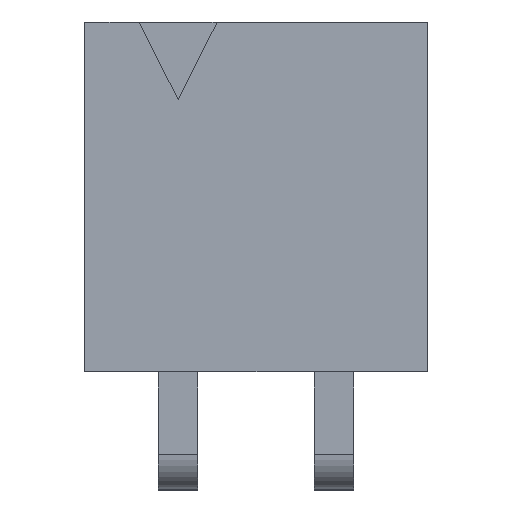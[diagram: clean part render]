
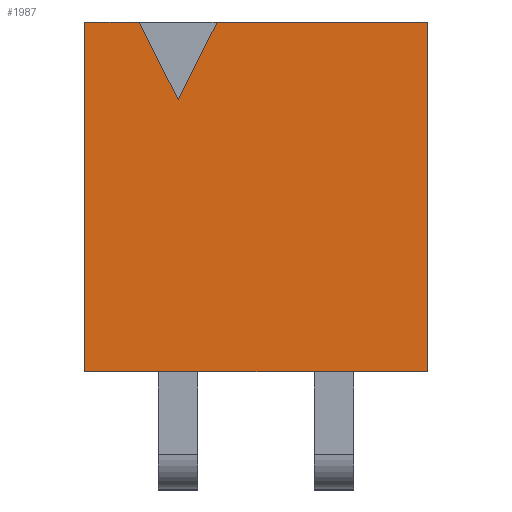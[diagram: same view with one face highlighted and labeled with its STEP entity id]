
A CAD part, top view. The second image highlights one B-rep face of the part: STEP entity #1987.
In plain terms, the highlighted planar face has unit normal (0, 0, 1).
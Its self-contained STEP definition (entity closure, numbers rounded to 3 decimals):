
#1798 = VERTEX_POINT('',#1799);
#1799 = CARTESIAN_POINT('',(-1.52,1.6,2.65));
#1806 = PLANE('',#1807);
#1807 = AXIS2_PLACEMENT_3D('',#1808,#1809,#1810);
#1808 = CARTESIAN_POINT('',(-1.52,1.6,0.));
#1809 = DIRECTION('',(1.,0.,0.));
#1810 = DIRECTION('',(0.,0.,1.));
#1818 = PLANE('',#1819);
#1819 = AXIS2_PLACEMENT_3D('',#1820,#1821,#1822);
#1820 = CARTESIAN_POINT('',(-1.52,1.6,0.));
#1821 = DIRECTION('',(0.,1.,0.));
#1822 = DIRECTION('',(0.,0.,1.));
#1859 = VERTEX_POINT('',#1860);
#1860 = CARTESIAN_POINT('',(-1.52,7.3,2.65));
#1874 = PLANE('',#1875);
#1875 = AXIS2_PLACEMENT_3D('',#1876,#1877,#1878);
#1876 = CARTESIAN_POINT('',(-1.52,7.3,0.));
#1877 = DIRECTION('',(0.,1.,0.));
#1878 = DIRECTION('',(0.,0.,1.));
#1886 = EDGE_CURVE('',#1798,#1859,#1887,.T.);
#1887 = SURFACE_CURVE('',#1888,(#1892,#1899),.PCURVE_S1.);
#1888 = LINE('',#1889,#1890);
#1889 = CARTESIAN_POINT('',(-1.52,1.6,2.65));
#1890 = VECTOR('',#1891,1.);
#1891 = DIRECTION('',(0.,1.,0.));
#1892 = PCURVE('',#1806,#1893);
#1893 = DEFINITIONAL_REPRESENTATION('',(#1894),#1898);
#1894 = LINE('',#1895,#1896);
#1895 = CARTESIAN_POINT('',(2.65,0.));
#1896 = VECTOR('',#1897,1.);
#1897 = DIRECTION('',(0.,-1.));
#1898 = ( GEOMETRIC_REPRESENTATION_CONTEXT(2) 
PARAMETRIC_REPRESENTATION_CONTEXT() REPRESENTATION_CONTEXT('2D SPACE',''
  ) );
#1899 = PCURVE('',#1900,#1905);
#1900 = PLANE('',#1901);
#1901 = AXIS2_PLACEMENT_3D('',#1902,#1903,#1904);
#1902 = CARTESIAN_POINT('',(-1.52,1.6,2.65));
#1903 = DIRECTION('',(0.,0.,1.));
#1904 = DIRECTION('',(1.,0.,0.));
#1905 = DEFINITIONAL_REPRESENTATION('',(#1906),#1910);
#1906 = LINE('',#1907,#1908);
#1907 = CARTESIAN_POINT('',(0.,0.));
#1908 = VECTOR('',#1909,1.);
#1909 = DIRECTION('',(0.,1.));
#1910 = ( GEOMETRIC_REPRESENTATION_CONTEXT(2) 
PARAMETRIC_REPRESENTATION_CONTEXT() REPRESENTATION_CONTEXT('2D SPACE',''
  ) );
#1939 = EDGE_CURVE('',#1798,#1940,#1942,.T.);
#1940 = VERTEX_POINT('',#1941);
#1941 = CARTESIAN_POINT('',(4.06,1.6,2.65));
#1942 = SURFACE_CURVE('',#1943,(#1947,#1954),.PCURVE_S1.);
#1943 = LINE('',#1944,#1945);
#1944 = CARTESIAN_POINT('',(-1.52,1.6,2.65));
#1945 = VECTOR('',#1946,1.);
#1946 = DIRECTION('',(1.,0.,0.));
#1947 = PCURVE('',#1818,#1948);
#1948 = DEFINITIONAL_REPRESENTATION('',(#1949),#1953);
#1949 = LINE('',#1950,#1951);
#1950 = CARTESIAN_POINT('',(2.65,0.));
#1951 = VECTOR('',#1952,1.);
#1952 = DIRECTION('',(0.,1.));
#1953 = ( GEOMETRIC_REPRESENTATION_CONTEXT(2) 
PARAMETRIC_REPRESENTATION_CONTEXT() REPRESENTATION_CONTEXT('2D SPACE',''
  ) );
#1954 = PCURVE('',#1900,#1955);
#1955 = DEFINITIONAL_REPRESENTATION('',(#1956),#1960);
#1956 = LINE('',#1957,#1958);
#1957 = CARTESIAN_POINT('',(0.,0.));
#1958 = VECTOR('',#1959,1.);
#1959 = DIRECTION('',(1.,0.));
#1960 = ( GEOMETRIC_REPRESENTATION_CONTEXT(2) 
PARAMETRIC_REPRESENTATION_CONTEXT() REPRESENTATION_CONTEXT('2D SPACE',''
  ) );
#1976 = PLANE('',#1977);
#1977 = AXIS2_PLACEMENT_3D('',#1978,#1979,#1980);
#1978 = CARTESIAN_POINT('',(4.06,1.6,0.));
#1979 = DIRECTION('',(1.,0.,0.));
#1980 = DIRECTION('',(0.,0.,1.));
#1987 = ADVANCED_FACE('',(#1988),#1900,.T.);
#1988 = FACE_BOUND('',#1989,.T.);
#1989 = EDGE_LOOP('',(#1990,#2013,#2014,#2015,#2038,#2061,#2089));
#1990 = ORIENTED_EDGE('',*,*,#1991,.F.);
#1991 = EDGE_CURVE('',#1859,#1992,#1994,.T.);
#1992 = VERTEX_POINT('',#1993);
#1993 = CARTESIAN_POINT('',(-0.635,7.3,2.65));
#1994 = SURFACE_CURVE('',#1995,(#1999,#2006),.PCURVE_S1.);
#1995 = LINE('',#1996,#1997);
#1996 = CARTESIAN_POINT('',(-1.52,7.3,2.65));
#1997 = VECTOR('',#1998,1.);
#1998 = DIRECTION('',(1.,0.,0.));
#1999 = PCURVE('',#1900,#2000);
#2000 = DEFINITIONAL_REPRESENTATION('',(#2001),#2005);
#2001 = LINE('',#2002,#2003);
#2002 = CARTESIAN_POINT('',(0.,5.7));
#2003 = VECTOR('',#2004,1.);
#2004 = DIRECTION('',(1.,0.));
#2005 = ( GEOMETRIC_REPRESENTATION_CONTEXT(2) 
PARAMETRIC_REPRESENTATION_CONTEXT() REPRESENTATION_CONTEXT('2D SPACE',''
  ) );
#2006 = PCURVE('',#1874,#2007);
#2007 = DEFINITIONAL_REPRESENTATION('',(#2008),#2012);
#2008 = LINE('',#2009,#2010);
#2009 = CARTESIAN_POINT('',(2.65,0.));
#2010 = VECTOR('',#2011,1.);
#2011 = DIRECTION('',(0.,1.));
#2012 = ( GEOMETRIC_REPRESENTATION_CONTEXT(2) 
PARAMETRIC_REPRESENTATION_CONTEXT() REPRESENTATION_CONTEXT('2D SPACE',''
  ) );
#2013 = ORIENTED_EDGE('',*,*,#1886,.F.);
#2014 = ORIENTED_EDGE('',*,*,#1939,.T.);
#2015 = ORIENTED_EDGE('',*,*,#2016,.T.);
#2016 = EDGE_CURVE('',#1940,#2017,#2019,.T.);
#2017 = VERTEX_POINT('',#2018);
#2018 = CARTESIAN_POINT('',(4.06,7.3,2.65));
#2019 = SURFACE_CURVE('',#2020,(#2024,#2031),.PCURVE_S1.);
#2020 = LINE('',#2021,#2022);
#2021 = CARTESIAN_POINT('',(4.06,1.6,2.65));
#2022 = VECTOR('',#2023,1.);
#2023 = DIRECTION('',(0.,1.,0.));
#2024 = PCURVE('',#1900,#2025);
#2025 = DEFINITIONAL_REPRESENTATION('',(#2026),#2030);
#2026 = LINE('',#2027,#2028);
#2027 = CARTESIAN_POINT('',(5.58,0.));
#2028 = VECTOR('',#2029,1.);
#2029 = DIRECTION('',(0.,1.));
#2030 = ( GEOMETRIC_REPRESENTATION_CONTEXT(2) 
PARAMETRIC_REPRESENTATION_CONTEXT() REPRESENTATION_CONTEXT('2D SPACE',''
  ) );
#2031 = PCURVE('',#1976,#2032);
#2032 = DEFINITIONAL_REPRESENTATION('',(#2033),#2037);
#2033 = LINE('',#2034,#2035);
#2034 = CARTESIAN_POINT('',(2.65,0.));
#2035 = VECTOR('',#2036,1.);
#2036 = DIRECTION('',(0.,-1.));
#2037 = ( GEOMETRIC_REPRESENTATION_CONTEXT(2) 
PARAMETRIC_REPRESENTATION_CONTEXT() REPRESENTATION_CONTEXT('2D SPACE',''
  ) );
#2038 = ORIENTED_EDGE('',*,*,#2039,.F.);
#2039 = EDGE_CURVE('',#2040,#2017,#2042,.T.);
#2040 = VERTEX_POINT('',#2041);
#2041 = CARTESIAN_POINT('',(0.635,7.3,2.65));
#2042 = SURFACE_CURVE('',#2043,(#2047,#2054),.PCURVE_S1.);
#2043 = LINE('',#2044,#2045);
#2044 = CARTESIAN_POINT('',(-1.52,7.3,2.65));
#2045 = VECTOR('',#2046,1.);
#2046 = DIRECTION('',(1.,0.,0.));
#2047 = PCURVE('',#1900,#2048);
#2048 = DEFINITIONAL_REPRESENTATION('',(#2049),#2053);
#2049 = LINE('',#2050,#2051);
#2050 = CARTESIAN_POINT('',(0.,5.7));
#2051 = VECTOR('',#2052,1.);
#2052 = DIRECTION('',(1.,0.));
#2053 = ( GEOMETRIC_REPRESENTATION_CONTEXT(2) 
PARAMETRIC_REPRESENTATION_CONTEXT() REPRESENTATION_CONTEXT('2D SPACE',''
  ) );
#2054 = PCURVE('',#1874,#2055);
#2055 = DEFINITIONAL_REPRESENTATION('',(#2056),#2060);
#2056 = LINE('',#2057,#2058);
#2057 = CARTESIAN_POINT('',(2.65,0.));
#2058 = VECTOR('',#2059,1.);
#2059 = DIRECTION('',(0.,1.));
#2060 = ( GEOMETRIC_REPRESENTATION_CONTEXT(2) 
PARAMETRIC_REPRESENTATION_CONTEXT() REPRESENTATION_CONTEXT('2D SPACE',''
  ) );
#2061 = ORIENTED_EDGE('',*,*,#2062,.T.);
#2062 = EDGE_CURVE('',#2040,#2063,#2065,.T.);
#2063 = VERTEX_POINT('',#2064);
#2064 = CARTESIAN_POINT('',(0.,6.03,2.65));
#2065 = SURFACE_CURVE('',#2066,(#2070,#2077),.PCURVE_S1.);
#2066 = LINE('',#2067,#2068);
#2067 = CARTESIAN_POINT('',(0.635,7.3,2.65));
#2068 = VECTOR('',#2069,1.);
#2069 = DIRECTION('',(-0.447,-0.894,0.));
#2070 = PCURVE('',#1900,#2071);
#2071 = DEFINITIONAL_REPRESENTATION('',(#2072),#2076);
#2072 = LINE('',#2073,#2074);
#2073 = CARTESIAN_POINT('',(2.155,5.7));
#2074 = VECTOR('',#2075,1.);
#2075 = DIRECTION('',(-0.447,-0.894));
#2076 = ( GEOMETRIC_REPRESENTATION_CONTEXT(2) 
PARAMETRIC_REPRESENTATION_CONTEXT() REPRESENTATION_CONTEXT('2D SPACE',''
  ) );
#2077 = PCURVE('',#2078,#2083);
#2078 = PLANE('',#2079);
#2079 = AXIS2_PLACEMENT_3D('',#2080,#2081,#2082);
#2080 = CARTESIAN_POINT('',(0.635,7.3,2.65));
#2081 = DIRECTION('',(-0.894,0.447,0.));
#2082 = DIRECTION('',(-0.447,-0.894,0.));
#2083 = DEFINITIONAL_REPRESENTATION('',(#2084),#2088);
#2084 = LINE('',#2085,#2086);
#2085 = CARTESIAN_POINT('',(0.,0.));
#2086 = VECTOR('',#2087,1.);
#2087 = DIRECTION('',(1.,0.));
#2088 = ( GEOMETRIC_REPRESENTATION_CONTEXT(2) 
PARAMETRIC_REPRESENTATION_CONTEXT() REPRESENTATION_CONTEXT('2D SPACE',''
  ) );
#2089 = ORIENTED_EDGE('',*,*,#2090,.F.);
#2090 = EDGE_CURVE('',#1992,#2063,#2091,.T.);
#2091 = SURFACE_CURVE('',#2092,(#2096,#2103),.PCURVE_S1.);
#2092 = LINE('',#2093,#2094);
#2093 = CARTESIAN_POINT('',(-0.635,7.3,2.65));
#2094 = VECTOR('',#2095,1.);
#2095 = DIRECTION('',(0.447,-0.894,0.));
#2096 = PCURVE('',#1900,#2097);
#2097 = DEFINITIONAL_REPRESENTATION('',(#2098),#2102);
#2098 = LINE('',#2099,#2100);
#2099 = CARTESIAN_POINT('',(0.885,5.7));
#2100 = VECTOR('',#2101,1.);
#2101 = DIRECTION('',(0.447,-0.894));
#2102 = ( GEOMETRIC_REPRESENTATION_CONTEXT(2) 
PARAMETRIC_REPRESENTATION_CONTEXT() REPRESENTATION_CONTEXT('2D SPACE',''
  ) );
#2103 = PCURVE('',#2104,#2109);
#2104 = PLANE('',#2105);
#2105 = AXIS2_PLACEMENT_3D('',#2106,#2107,#2108);
#2106 = CARTESIAN_POINT('',(-0.635,7.3,2.65));
#2107 = DIRECTION('',(-0.894,-0.447,0.));
#2108 = DIRECTION('',(0.447,-0.894,0.));
#2109 = DEFINITIONAL_REPRESENTATION('',(#2110),#2114);
#2110 = LINE('',#2111,#2112);
#2111 = CARTESIAN_POINT('',(0.,0.));
#2112 = VECTOR('',#2113,1.);
#2113 = DIRECTION('',(1.,0.));
#2114 = ( GEOMETRIC_REPRESENTATION_CONTEXT(2) 
PARAMETRIC_REPRESENTATION_CONTEXT() REPRESENTATION_CONTEXT('2D SPACE',''
  ) );
